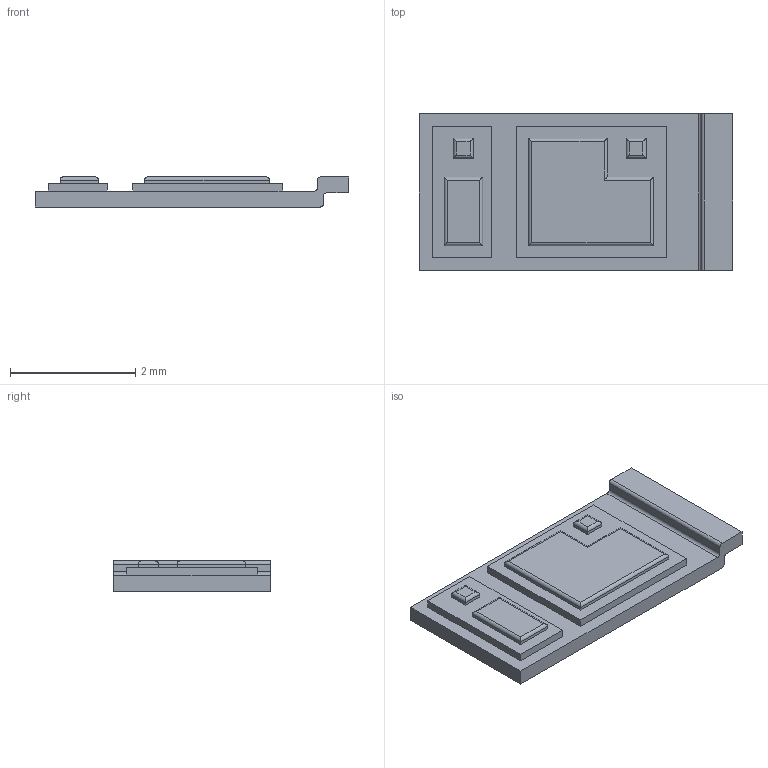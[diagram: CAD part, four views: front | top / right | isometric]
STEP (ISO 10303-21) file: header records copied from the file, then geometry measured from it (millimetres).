
FILE_DESCRIPTION (( 'STEP AP214' ), '1' );
FILE_NAME ('Part1.STEP', '2018-08-19T03:35:41', ( '' ), ( '' ), 'SwSTEP 2.0', 'SolidWorks 2017', '' );
FILE_SCHEMA (( 'AUTOMOTIVE_DESIGN' ));
Length unit declared in the file: millimetre
Products named in the file (1): Part1
Bounding box: 5 x 2.5 x 0.48 mm (x, y, z)
Volume: 4.5 mm3; surface area: 32.8 mm2
Topology: 1 solids, 1 shells, 67 faces, 156 edges, 98 vertices
Faces by surface type: plane 43, cylinder 24
Entity records: 2629 total; most frequent: CARTESIAN_POINT 376, ORIENTED_EDGE 312, DIRECTION 286, EDGE_CURVE 156, VECTOR 126, LINE 126, VERTEX_POINT 98, AXIS2_PLACEMENT_3D 80
